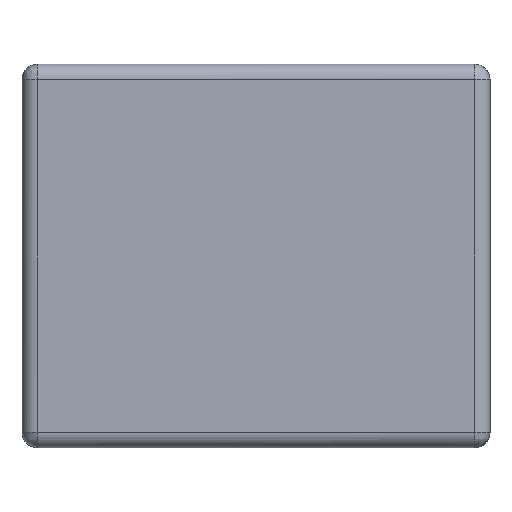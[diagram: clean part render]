
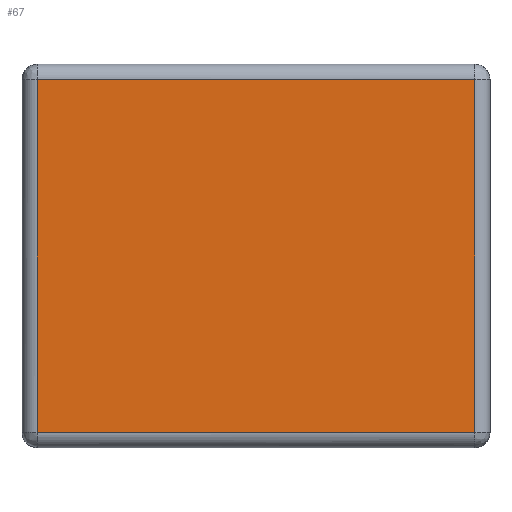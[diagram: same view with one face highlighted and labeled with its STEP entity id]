
A CAD part, left-side view. The second image highlights one B-rep face of the part: STEP entity #67.
In plain terms, the highlighted planar face has unit normal (-1, 0, 0).
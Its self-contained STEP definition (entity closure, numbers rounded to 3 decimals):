
#67=ADVANCED_FACE('',(#113),#661,.T.);
#113=FACE_OUTER_BOUND('',#159,.T.);
#159=EDGE_LOOP('',(#256,#257,#258,#259));
#256=ORIENTED_EDGE('',*,*,#415,.F.);
#257=ORIENTED_EDGE('',*,*,#413,.F.);
#258=ORIENTED_EDGE('',*,*,#414,.T.);
#259=ORIENTED_EDGE('',*,*,#412,.F.);
#412=EDGE_CURVE('',#600,#601,#540,.T.);
#413=EDGE_CURVE('',#602,#603,#541,.T.);
#414=EDGE_CURVE('',#602,#601,#542,.T.);
#415=EDGE_CURVE('',#603,#600,#543,.T.);
#540=B_SPLINE_CURVE_WITH_KNOTS('',1,(#956,#957),.UNSPECIFIED.,.F.,.F.,(2,
2),(0.2,4.8),.UNSPECIFIED.);
#541=B_SPLINE_CURVE_WITH_KNOTS('',1,(#958,#959),.UNSPECIFIED.,.F.,.F.,(2,
2),(0.2,4.8),.UNSPECIFIED.);
#542=B_SPLINE_CURVE_WITH_KNOTS('',1,(#960,#961),.UNSPECIFIED.,.F.,.F.,(2,
2),(0.2,5.9),.UNSPECIFIED.);
#543=B_SPLINE_CURVE_WITH_KNOTS('',1,(#962,#963),.UNSPECIFIED.,.F.,.F.,(2,
2),(0.2,5.9),.UNSPECIFIED.);
#600=VERTEX_POINT('',#936);
#601=VERTEX_POINT('',#937);
#602=VERTEX_POINT('',#938);
#603=VERTEX_POINT('',#939);
#661=PLANE('',#703);
#703=AXIS2_PLACEMENT_3D('',#857,#744,$);
#744=DIRECTION('',(-1.,0.,0.));
#857=CARTESIAN_POINT('',(-3.6,-3.05,5.));
#936=CARTESIAN_POINT('',(-3.6,2.85,0.2));
#937=CARTESIAN_POINT('',(-3.6,2.85,4.8));
#938=CARTESIAN_POINT('',(-3.6,-2.85,4.8));
#939=CARTESIAN_POINT('',(-3.6,-2.85,0.2));
#956=CARTESIAN_POINT('',(-3.6,2.85,0.2));
#957=CARTESIAN_POINT('',(-3.6,2.85,4.8));
#958=CARTESIAN_POINT('',(-3.6,-2.85,4.8));
#959=CARTESIAN_POINT('',(-3.6,-2.85,0.2));
#960=CARTESIAN_POINT('',(-3.6,-2.85,4.8));
#961=CARTESIAN_POINT('',(-3.6,2.85,4.8));
#962=CARTESIAN_POINT('',(-3.6,-2.85,0.2));
#963=CARTESIAN_POINT('',(-3.6,2.85,0.2));
